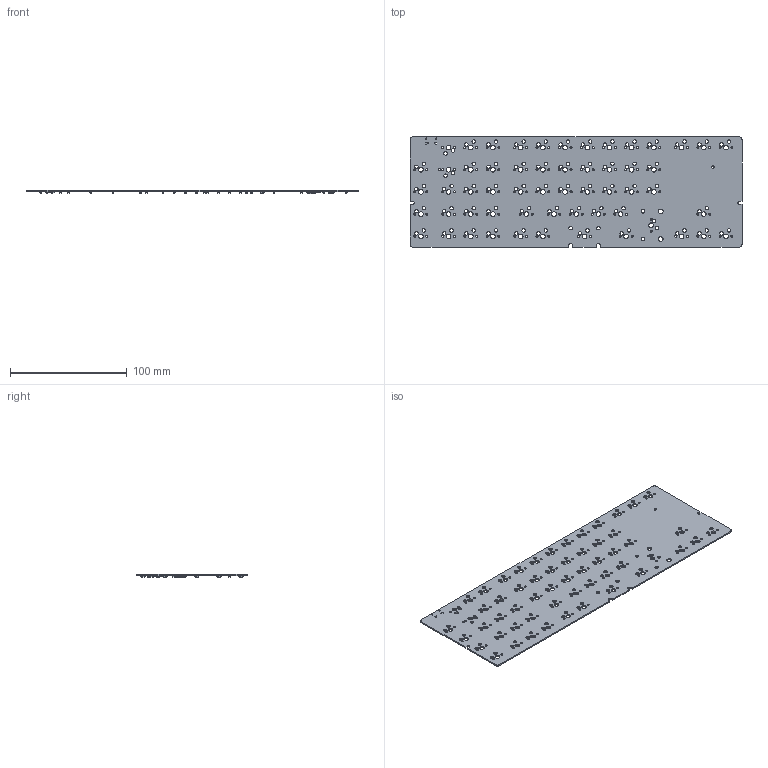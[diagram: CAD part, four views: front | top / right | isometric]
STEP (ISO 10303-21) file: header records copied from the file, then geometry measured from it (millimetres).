
FILE_DESCRIPTION(('KiCad electronic assembly'),'2;1');
FILE_NAME('fsnPCB.step','2025-03-05T13:14:49',('Pcbnew'),('Kicad'), 'Open CASCADE STEP processor 7.8','KiCad to STEP converter','Unknown' );
FILE_SCHEMA(('AUTOMOTIVE_DESIGN { 1 0 10303 214 1 1 1 1 }'));
Length unit declared in the file: millimetre
Products named in the file (11): fsnPCB 1; C_0402_1005Metric; D_SOD-123; SOT-143; SOT-23; R_0402_1005Metric; LQFP-48_7x7mm_P0.5mm; C_0603_1608Metric; SW_SPST_TL3342; Fuse_1206_3216Metric; fullSeveNelson_PCB
Assembly tree (78 placements, depth 2):
  fsnPCB 1
    C_0402_1005Metric  x9
    D_SOD-123  x57
    SOT-143
    SOT-23
    R_0402_1005Metric  x4
    LQFP-48_7x7mm_P0.5mm
    C_0603_1608Metric
    SW_SPST_TL3342  x2
    Fuse_1206_3216Metric
    fullSeveNelson_PCB
Bounding box: 284.98 x 94.58 x 2.73 mm (x, y, z)
Volume: 28219.7 mm3; surface area: 55361.6 mm2
Topology: 78 solids, 80 shells, 5882 faces, 14454 edges, 8824 vertices
Faces by surface type: plane 3009, bspline 1649, cylinder 1222, torus 2
Full cylindrical faces by diameter (mm): 0.5 x1, 0.65 x2, 1.75 x114, 2 x2, 2.1 x2, 3 x114, 3.048 x4, 3.988 x59
Entity records: 65552 total; most frequent: CARTESIAN_POINT 13419, ORIENTED_EDGE 8842, DIRECTION 8531, EDGE_CURVE 4421, LINE 2985, VECTOR 2985, VERTEX_POINT 2821, AXIS2_PLACEMENT_3D 2773
